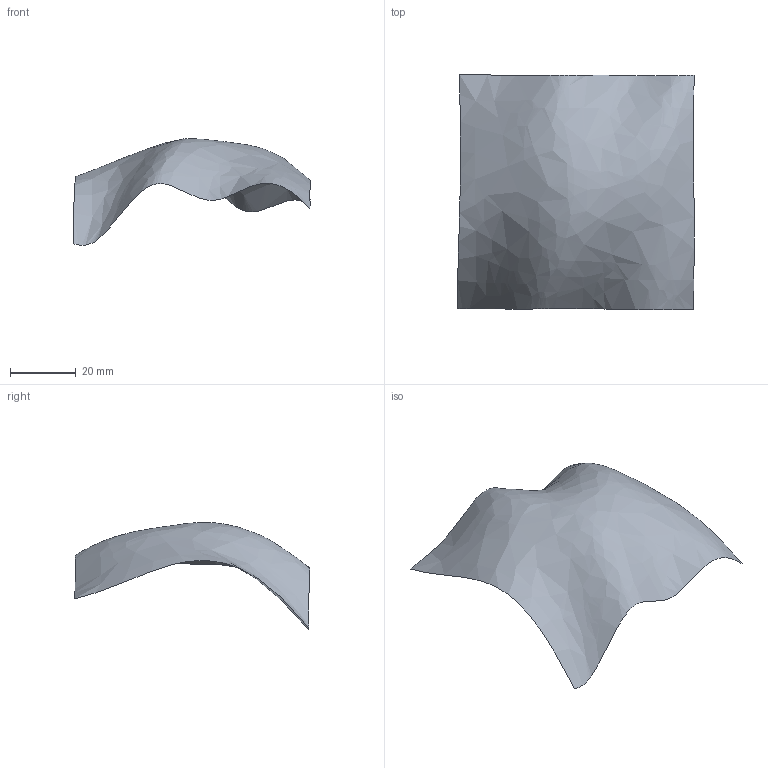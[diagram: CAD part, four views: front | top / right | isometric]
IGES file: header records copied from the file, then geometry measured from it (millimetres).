
Start section: IGES File generated by SURFCAM
Global section: file name: wavex0f.igs; native system: SURFCAM VERSION 7.1; preprocessor: DSN2IGS 7.10; author: Industrial Arts & Design; organization: No Author; date: 990714.142925; units: millimetre
Bounding box: 71.74 x 71.48 x 32.34 mm (x, y, z)
Surface area: 6005.4 mm2 (no closed solid volume)
Topology: 0 solids, 0 shells, 1 faces, 13 edges, 3267 vertices
Faces by surface type: bspline 1
